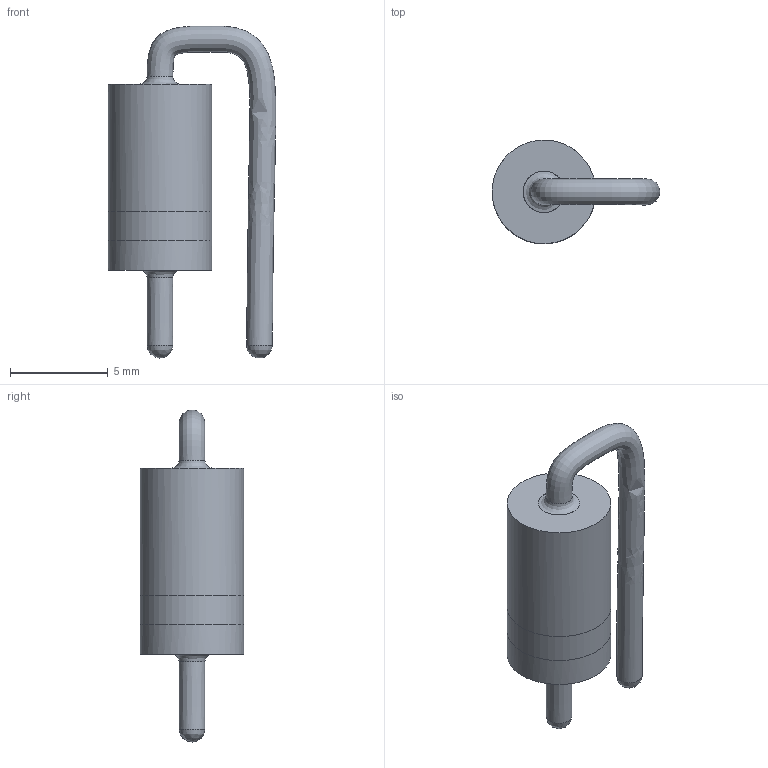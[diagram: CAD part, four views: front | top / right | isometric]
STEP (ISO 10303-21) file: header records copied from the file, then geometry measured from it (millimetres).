
FILE_DESCRIPTION(/* description */ (''),/* implementation_level */ '2;1');
FILE_NAME(/* name */ 'DO-201AD vertical 2',/* time_stamp */ '2020-08-24T18:02:56+02:00',/* author */ (''),/* organization */ (''),/* preprocessor_version */ 'ST-DEVELOPER v16.5',/* originating_system */ '',/* authorisation */ '');
FILE_SCHEMA (('AUTOMOTIVE_DESIGN'));
Length unit declared in the file: millimetre
Products named in the file (1): Document
Bounding box: 8.58 x 5.3 x 16.98 mm (x, y, z)
Surface area: 310.4 mm2 (no closed solid volume)
Topology: 0 solids, 5 shells, 11 faces, 25 edges, 16 vertices
Faces by surface type: bspline 9, plane 2
Entity records: 969 total; most frequent: CARTESIAN_POINT 771, ORIENTED_EDGE 38, EDGE_CURVE 23, VERTEX_POINT 16, EDGE_LOOP 13, ADVANCED_FACE 11, FACE_OUTER_BOUND 11, DIRECTION 6
